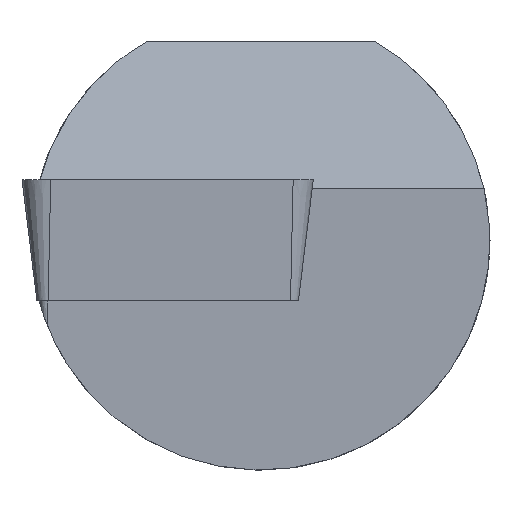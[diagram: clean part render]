
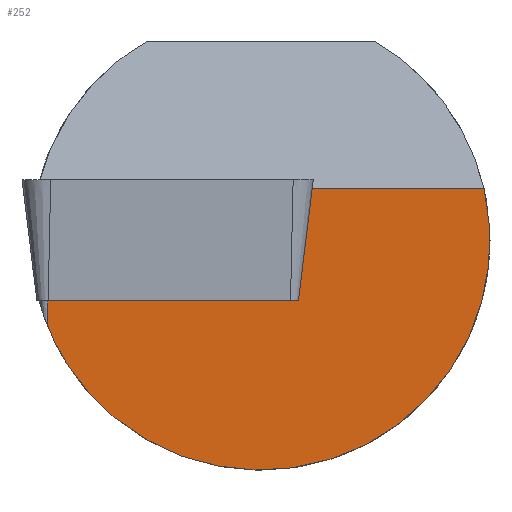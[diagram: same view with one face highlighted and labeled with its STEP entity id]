
A CAD part, left-side view. The second image highlights one B-rep face of the part: STEP entity #252.
In plain terms, the highlighted planar face has unit normal (-0.978, -0.172, -0.122).
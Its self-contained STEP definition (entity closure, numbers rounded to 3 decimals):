
#26=ELLIPSE('',#620,7.673,7.5);
#229=PLANE('',#628);
#252=ADVANCED_FACE('',(#280),#229,.F.);
#280=FACE_OUTER_BOUND('',#304,.T.);
#304=EDGE_LOOP('',(#470,#471,#472,#473,#474));
#325=LINE('',#822,#361);
#333=LINE('',#899,#369);
#339=LINE('',#915,#375);
#340=LINE('',#917,#376);
#361=VECTOR('',#689,1.);
#369=VECTOR('',#719,1.);
#375=VECTOR('',#733,1.);
#376=VECTOR('',#734,1.);
#470=ORIENTED_EDGE('',*,*,#577,.F.);
#471=ORIENTED_EDGE('',*,*,#554,.F.);
#472=ORIENTED_EDGE('',*,*,#564,.F.);
#473=ORIENTED_EDGE('',*,*,#570,.F.);
#474=ORIENTED_EDGE('',*,*,#578,.T.);
#507=VERTEX_POINT('',#799);
#509=VERTEX_POINT('',#821);
#518=VERTEX_POINT('',#856);
#521=VERTEX_POINT('',#897);
#525=VERTEX_POINT('',#916);
#554=EDGE_CURVE('',#509,#507,#325,.T.);
#564=EDGE_CURVE('',#518,#509,#26,.T.);
#570=EDGE_CURVE('',#521,#518,#333,.T.);
#577=EDGE_CURVE('',#507,#525,#339,.T.);
#578=EDGE_CURVE('',#521,#525,#340,.T.);
#620=AXIS2_PLACEMENT_3D('',#857,#708,#709);
#628=AXIS2_PLACEMENT_3D('',#918,#735,#736);
#689=DIRECTION('',(-0.12,-0.021,0.993));
#708=DIRECTION('',(0.977,0.172,0.122));
#709=DIRECTION('',(-0.211,0.798,0.564));
#719=DIRECTION('',(0.174,-0.985,0.));
#733=DIRECTION('',(0.174,-0.985,0.));
#734=DIRECTION('',(0.102,0.121,-0.987));
#735=DIRECTION('',(0.977,0.172,0.122));
#736=DIRECTION('',(0.174,-0.985,0.));
#799=CARTESIAN_POINT('',(0.591,6.963,-1.97));
#821=CARTESIAN_POINT('',(0.684,6.98,-2.745));
#822=CARTESIAN_POINT('',(0.591,6.963,-1.97));
#856=CARTESIAN_POINT('',(2.649,-7.305,1.7));
#857=CARTESIAN_POINT('',(1.573,0.,0.));
#897=CARTESIAN_POINT('',(1.659,-1.688,1.7));
#899=CARTESIAN_POINT('',(16.357,-85.046,1.7));
#915=CARTESIAN_POINT('',(3.793,-11.2,-1.97));
#916=CARTESIAN_POINT('',(2.037,-1.238,-1.97));
#917=CARTESIAN_POINT('',(1.932,-1.362,-0.954));
#918=CARTESIAN_POINT('',(3.793,-11.2,-1.97));
